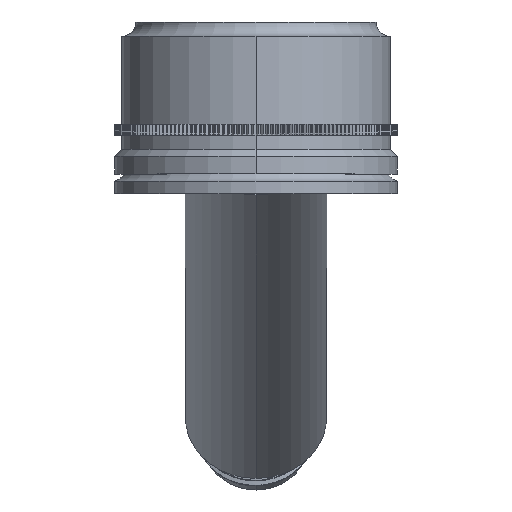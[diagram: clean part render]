
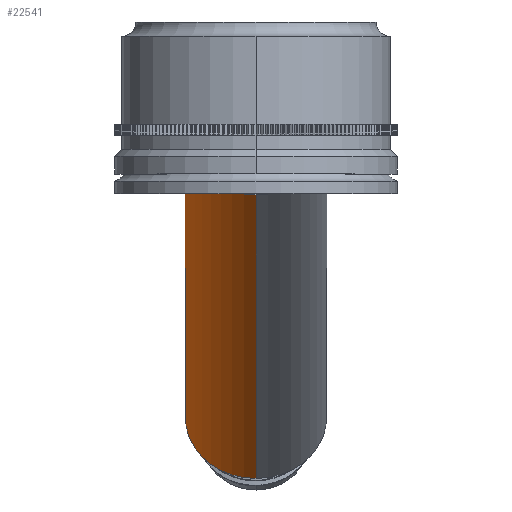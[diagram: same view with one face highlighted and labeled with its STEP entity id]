
A CAD part, top view. The second image highlights one B-rep face of the part: STEP entity #22541.
In plain terms, the highlighted cylindrical face has radius 12.7 mm (diameter 25.4 mm), a partial arc.
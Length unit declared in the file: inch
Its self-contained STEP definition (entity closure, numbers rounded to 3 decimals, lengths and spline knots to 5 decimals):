
#7085=CARTESIAN_POINT('',(0.,0.29106,-2.82057));
#7086=DIRECTION('',(0.,0.5,0.866));
#7087=DIRECTION('',(0.,0.866,-0.5));
#7088=AXIS2_PLACEMENT_3D('',#7085,#7086,#7087);
#7095=DIRECTION('',(0.,-0.5,-0.866));
#7096=VECTOR('',#7095,4.);
#7097=CARTESIAN_POINT('',(0.,-0.14196,-2.57057));
#7098=LINE('',#7097,#7096);
#7099=CARTESIAN_POINT('',(0.,-1.70894,-6.28468));
#7100=DIRECTION('',(0.,0.5,0.866));
#7101=DIRECTION('',(0.,0.866,-0.5));
#7102=AXIS2_PLACEMENT_3D('',#7099,#7100,#7101);
#7104=DIRECTION('',(0.,0.5,0.866));
#7105=VECTOR('',#7104,4.);
#7106=CARTESIAN_POINT('',(0.,-1.27593,-6.53468));
#7107=LINE('',#7106,#7105);
#12924=CARTESIAN_POINT('',(0.,0.72407,-3.07057));
#12925=CARTESIAN_POINT('',(0.,-0.14196,-2.57057));
#12926=VERTEX_POINT('',#12924);
#12927=VERTEX_POINT('',#12925);
#12940=CARTESIAN_POINT('',(0.,-1.27593,-6.53468));
#12941=CARTESIAN_POINT('',(0.,-2.14196,-6.03468));
#12942=VERTEX_POINT('',#12940);
#12943=VERTEX_POINT('',#12941);
#22527=CARTESIAN_POINT('',(0.,0.30668,-2.79351));
#22528=DIRECTION('',(0.,-0.5,-0.866));
#22529=DIRECTION('',(0.,-0.866,0.5));
#22530=AXIS2_PLACEMENT_3D('',#22527,#22528,#22529);
#22531=CYLINDRICAL_SURFACE('',#22530,0.5);
#22533=ORIENTED_EDGE('',*,*,#22532,.T.);
#22535=ORIENTED_EDGE('',*,*,#22534,.F.);
#22537=ORIENTED_EDGE('',*,*,#22536,.T.);
#22538=ORIENTED_EDGE('',*,*,#22515,.T.);
#22539=EDGE_LOOP('',(#22533,#22535,#22537,#22538));
#22540=FACE_OUTER_BOUND('',#22539,.F.);
#22541=ADVANCED_FACE('',(#22540),#22531,.T.);
#7089=CIRCLE('',#7088,0.5);
#7103=CIRCLE('',#7102,0.5);
#22515=EDGE_CURVE('',#12926,#12927,#7089,.T.);
#22532=EDGE_CURVE('',#12927,#12943,#7098,.T.);
#22534=EDGE_CURVE('',#12942,#12943,#7103,.T.);
#22536=EDGE_CURVE('',#12942,#12926,#7107,.T.);
